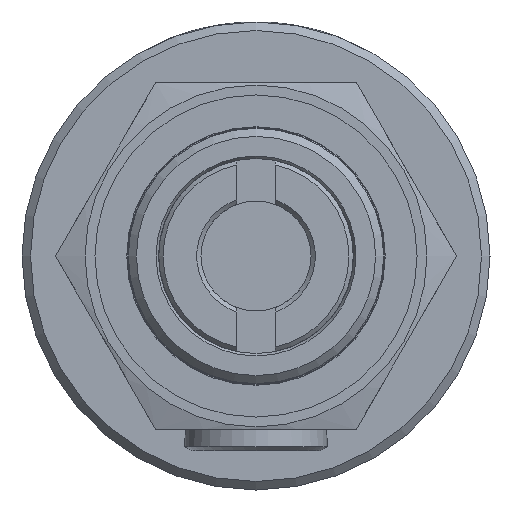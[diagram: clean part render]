
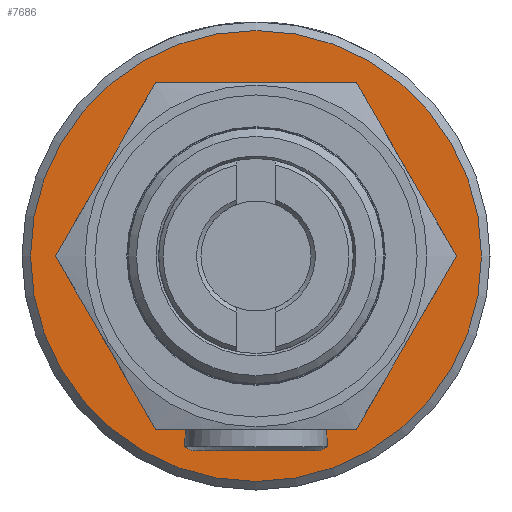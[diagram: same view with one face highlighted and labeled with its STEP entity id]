
A CAD part, left-side view. The second image highlights one B-rep face of the part: STEP entity #7686.
In plain terms, the highlighted planar face has unit normal (-1, 0, 0).
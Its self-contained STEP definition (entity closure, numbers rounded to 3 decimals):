
#233=FACE_BOUND('',#2706,.T.);
#2228=FACE_OUTER_BOUND('',#2705,.T.);
#2705=EDGE_LOOP('',(#7105));
#2706=EDGE_LOOP('',(#7106));
#2998=CIRCLE('',#8301,27.187);
#2999=CIRCLE('',#8304,42.215);
#3754=VERTEX_POINT('',#57810);
#3755=VERTEX_POINT('',#57815);
#4878=EDGE_CURVE('',#3754,#3754,#2998,.T.);
#4879=EDGE_CURVE('',#3755,#3755,#2999,.T.);
#7105=ORIENTED_EDGE('',*,*,#4879,.F.);
#7106=ORIENTED_EDGE('',*,*,#4878,.F.);
#7275=PLANE('',#8303);
#7686=ADVANCED_FACE('',(#2228,#233),#7275,.T.);
#8301=AXIS2_PLACEMENT_3D('',#57812,#9910,#9911);
#8303=AXIS2_PLACEMENT_3D('',#57814,#9914,#9915);
#8304=AXIS2_PLACEMENT_3D('',#57816,#9916,#9917);
#9910=DIRECTION('center_axis',(-1.,0.,0.));
#9911=DIRECTION('ref_axis',(0.,-1.,0.));
#9914=DIRECTION('center_axis',(-1.,0.,0.));
#9915=DIRECTION('ref_axis',(0.,0.,1.));
#9916=DIRECTION('center_axis',(1.,0.,0.));
#9917=DIRECTION('ref_axis',(0.,-1.,0.));
#57810=CARTESIAN_POINT('',(66.55,27.187,0.));
#57812=CARTESIAN_POINT('Origin',(66.55,0.,0.));
#57814=CARTESIAN_POINT('Origin',(66.55,35.37,0.));
#57815=CARTESIAN_POINT('',(66.55,42.215,0.));
#57816=CARTESIAN_POINT('Origin',(66.55,0.,0.));
